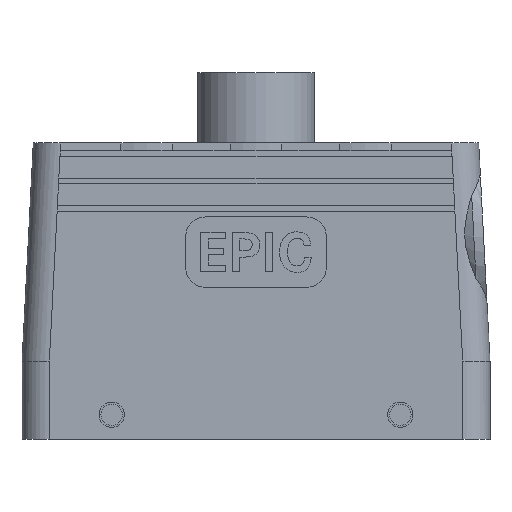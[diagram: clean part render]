
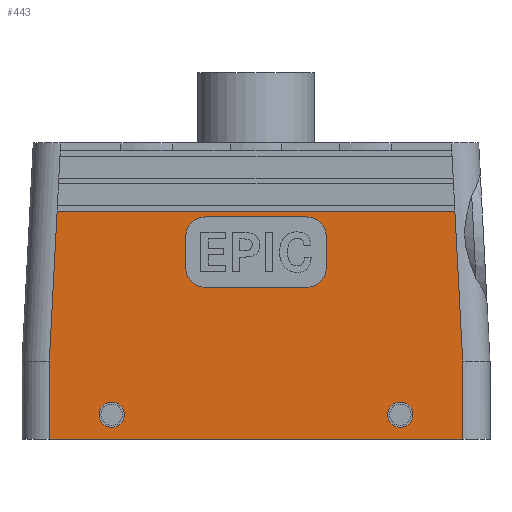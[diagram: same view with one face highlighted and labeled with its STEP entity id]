
A CAD part, front view. The second image highlights one B-rep face of the part: STEP entity #443.
In plain terms, the highlighted planar face has unit normal (0, -1, 0).
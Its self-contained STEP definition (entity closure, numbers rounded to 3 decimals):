
#443 = ADVANCED_FACE( '', ( #972, #973, #974, #975 ), #976, .F. );
#972 = FACE_BOUND( '', #1572, .T. );
#973 = FACE_BOUND( '', #1573, .T. );
#974 = FACE_OUTER_BOUND( '', #1574, .T. );
#975 = FACE_BOUND( '', #1575, .T. );
#976 = PLANE( '', #1576 );
#1572 = EDGE_LOOP( '', ( #2855 ) );
#1573 = EDGE_LOOP( '', ( #2856 ) );
#1574 = EDGE_LOOP( '', ( #2857, #2858, #2859, #2860, #2861, #2862 ) );
#1575 = EDGE_LOOP( '', ( #2863, #2864, #2865, #2866, #2867, #2868, #2869, #2870 ) );
#1576 = AXIS2_PLACEMENT_3D( '', #2871, #2872, #2873 );
#2855 = ORIENTED_EDGE( '', *, *, #3747, .T. );
#2856 = ORIENTED_EDGE( '', *, *, #3768, .F. );
#2857 = ORIENTED_EDGE( '', *, *, #3605, .F. );
#2858 = ORIENTED_EDGE( '', *, *, #3867, .F. );
#2859 = ORIENTED_EDGE( '', *, *, #3706, .T. );
#2860 = ORIENTED_EDGE( '', *, *, #3889, .T. );
#2861 = ORIENTED_EDGE( '', *, *, #3558, .T. );
#2862 = ORIENTED_EDGE( '', *, *, #3742, .F. );
#2863 = ORIENTED_EDGE( '', *, *, #3700, .T. );
#2864 = ORIENTED_EDGE( '', *, *, #3890, .T. );
#2865 = ORIENTED_EDGE( '', *, *, #3462, .T. );
#2866 = ORIENTED_EDGE( '', *, *, #3512, .T. );
#2867 = ORIENTED_EDGE( '', *, *, #3891, .T. );
#2868 = ORIENTED_EDGE( '', *, *, #3497, .T. );
#2869 = ORIENTED_EDGE( '', *, *, #3892, .T. );
#2870 = ORIENTED_EDGE( '', *, *, #3625, .T. );
#2871 = CARTESIAN_POINT( '', ( -60., -21.5, 20. ) );
#2872 = DIRECTION( '', ( 0., 1., 0. ) );
#2873 = DIRECTION( '', ( -1., 0., 0. ) );
#3462 = EDGE_CURVE( '', #4102, #4103, #4104, .T. );
#3497 = EDGE_CURVE( '', #4161, #4162, #4163, .T. );
#3512 = EDGE_CURVE( '', #4103, #4188, #4189, .T. );
#3558 = EDGE_CURVE( '', #4266, #4264, #4267, .T. );
#3605 = EDGE_CURVE( '', #4337, #4339, #4340, .F. );
#3625 = EDGE_CURVE( '', #4366, #4367, #4368, .T. );
#3700 = EDGE_CURVE( '', #4367, #4487, #4488, .T. );
#3706 = EDGE_CURVE( '', #4497, #4495, #4498, .F. );
#3742 = EDGE_CURVE( '', #4339, #4264, #4550, .T. );
#3747 = EDGE_CURVE( '', #4557, #4557, #4558, .T. );
#3768 = EDGE_CURVE( '', #4586, #4586, #4587, .T. );
#3867 = EDGE_CURVE( '', #4497, #4337, #4719, .T. );
#3889 = EDGE_CURVE( '', #4495, #4266, #4747, .T. );
#3890 = EDGE_CURVE( '', #4487, #4102, #4748, .T. );
#3891 = EDGE_CURVE( '', #4188, #4161, #4749, .T. );
#3892 = EDGE_CURVE( '', #4162, #4366, #4750, .T. );
#4102 = VERTEX_POINT( '', #5067 );
#4103 = VERTEX_POINT( '', #5068 );
#4104 = CIRCLE( '', #5069, 5. );
#4161 = VERTEX_POINT( '', #5161 );
#4162 = VERTEX_POINT( '', #5162 );
#4163 = LINE( '', #5163, #5164 );
#4188 = VERTEX_POINT( '', #5198 );
#4189 = LINE( '', #5199, #5200 );
#4264 = VERTEX_POINT( '', #5325 );
#4266 = VERTEX_POINT( '', #5327 );
#4267 = LINE( '', #5328, #5329 );
#4337 = VERTEX_POINT( '', #5436 );
#4339 = VERTEX_POINT( '', #5439 );
#4340 = LINE( '', #5440, #5441 );
#4366 = VERTEX_POINT( '', #5479 );
#4367 = VERTEX_POINT( '', #5480 );
#4368 = LINE( '', #5481, #5482 );
#4487 = VERTEX_POINT( '', #5714 );
#4488 = CIRCLE( '', #5715, 5. );
#4495 = VERTEX_POINT( '', #5724 );
#4497 = VERTEX_POINT( '', #5726 );
#4498 = LINE( '', #5727, #5728 );
#4550 = LINE( '', #5802, #5803 );
#4557 = VERTEX_POINT( '', #5810 );
#4558 = CIRCLE( '', #5811, 3.25 );
#4586 = VERTEX_POINT( '', #5845 );
#4587 = CIRCLE( '', #5846, 3.25 );
#4719 = LINE( '', #6087, #6088 );
#4747 = LINE( '', #6141, #6142 );
#4748 = LINE( '', #6143, #6144 );
#4749 = CIRCLE( '', #6145, 5. );
#4750 = CIRCLE( '', #6146, 5. );
#5067 = CARTESIAN_POINT( '', ( 13., -21.5, 57. ) );
#5068 = CARTESIAN_POINT( '', ( 18., -21.5, 52. ) );
#5069 = AXIS2_PLACEMENT_3D( '', #6361, #6362, #6363 );
#5161 = CARTESIAN_POINT( '', ( 13., -21.5, 39. ) );
#5162 = CARTESIAN_POINT( '', ( -13., -21.5, 39. ) );
#5163 = CARTESIAN_POINT( '', ( -13., -21.5, 39. ) );
#5164 = VECTOR( '', #6394, 1000. );
#5198 = CARTESIAN_POINT( '', ( 18., -21.5, 44. ) );
#5199 = CARTESIAN_POINT( '', ( 18., -21.5, 52. ) );
#5200 = VECTOR( '', #6410, 1000. );
#5325 = CARTESIAN_POINT( '', ( 53., -21.5, 0. ) );
#5327 = CARTESIAN_POINT( '', ( -53., -21.5, 0. ) );
#5328 = CARTESIAN_POINT( '', ( -60., -21.5, 0. ) );
#5329 = VECTOR( '', #6459, 1000. );
#5436 = CARTESIAN_POINT( '', ( 50.997, -21.5, 58.5 ) );
#5439 = CARTESIAN_POINT( '', ( 53., -21.5, 19.819 ) );
#5440 = CARTESIAN_POINT( '', ( 53.009, -21.5, 19.638 ) );
#5441 = VECTOR( '', #6528, 1000. );
#5479 = CARTESIAN_POINT( '', ( -18., -21.5, 44. ) );
#5480 = CARTESIAN_POINT( '', ( -18., -21.5, 52. ) );
#5481 = CARTESIAN_POINT( '', ( -18., -21.5, 44. ) );
#5482 = VECTOR( '', #6544, 1000. );
#5714 = CARTESIAN_POINT( '', ( -13., -21.5, 57. ) );
#5715 = AXIS2_PLACEMENT_3D( '', #6631, #6632, #6633 );
#5724 = CARTESIAN_POINT( '', ( -53., -21.5, 19.819 ) );
#5726 = CARTESIAN_POINT( '', ( -50.997, -21.5, 58.5 ) );
#5727 = CARTESIAN_POINT( '', ( -53.009, -21.5, 19.638 ) );
#5728 = VECTOR( '', #6642, 1000. );
#5802 = CARTESIAN_POINT( '', ( 53., -21.5, 20. ) );
#5803 = VECTOR( '', #6677, 1000. );
#5810 = CARTESIAN_POINT( '', ( 37., -21.5, 3.05 ) );
#5811 = AXIS2_PLACEMENT_3D( '', #6684, #6685, #6686 );
#5845 = CARTESIAN_POINT( '', ( -37., -21.5, 3.05 ) );
#5846 = AXIS2_PLACEMENT_3D( '', #6714, #6715, #6716 );
#6087 = CARTESIAN_POINT( '', ( -50.997, -21.5, 58.5 ) );
#6088 = VECTOR( '', #6782, 1000. );
#6141 = CARTESIAN_POINT( '', ( -53., -21.5, 20. ) );
#6142 = VECTOR( '', #6798, 1000. );
#6143 = CARTESIAN_POINT( '', ( -13., -21.5, 57. ) );
#6144 = VECTOR( '', #6799, 1000. );
#6145 = AXIS2_PLACEMENT_3D( '', #6800, #6801, #6802 );
#6146 = AXIS2_PLACEMENT_3D( '', #6803, #6804, #6805 );
#6361 = CARTESIAN_POINT( '', ( 13., -21.5, 52. ) );
#6362 = DIRECTION( '', ( 0., 1., 0. ) );
#6363 = DIRECTION( '', ( -1., 0., 0. ) );
#6394 = DIRECTION( '', ( -1., 0., 0. ) );
#6410 = DIRECTION( '', ( 0., 0., -1. ) );
#6459 = DIRECTION( '', ( 1., 0., 0. ) );
#6528 = DIRECTION( '', ( -0.052, 0., 0.999 ) );
#6544 = DIRECTION( '', ( 0., 0., 1. ) );
#6631 = CARTESIAN_POINT( '', ( -13., -21.5, 52. ) );
#6632 = DIRECTION( '', ( 0., 1., 0. ) );
#6633 = DIRECTION( '', ( 1., 0., 0. ) );
#6642 = DIRECTION( '', ( 0.052, 0., 0.999 ) );
#6677 = DIRECTION( '', ( 0., 0., -1. ) );
#6684 = CARTESIAN_POINT( '', ( 37., -21.5, 6.3 ) );
#6685 = DIRECTION( '', ( 0., 1., 0. ) );
#6686 = DIRECTION( '', ( 0., 0., -1. ) );
#6714 = CARTESIAN_POINT( '', ( -37., -21.5, 6.3 ) );
#6715 = DIRECTION( '', ( 0., -1., 0. ) );
#6716 = DIRECTION( '', ( 0., 0., -1. ) );
#6782 = DIRECTION( '', ( 1., 0., 0. ) );
#6798 = DIRECTION( '', ( 0., 0., -1. ) );
#6799 = DIRECTION( '', ( 1., 0., 0. ) );
#6800 = CARTESIAN_POINT( '', ( 13., -21.5, 44. ) );
#6801 = DIRECTION( '', ( 0., 1., 0. ) );
#6802 = DIRECTION( '', ( 1., 0., 0. ) );
#6803 = CARTESIAN_POINT( '', ( -13., -21.5, 44. ) );
#6804 = DIRECTION( '', ( 0., 1., 0. ) );
#6805 = DIRECTION( '', ( 1., 0., 0. ) );
